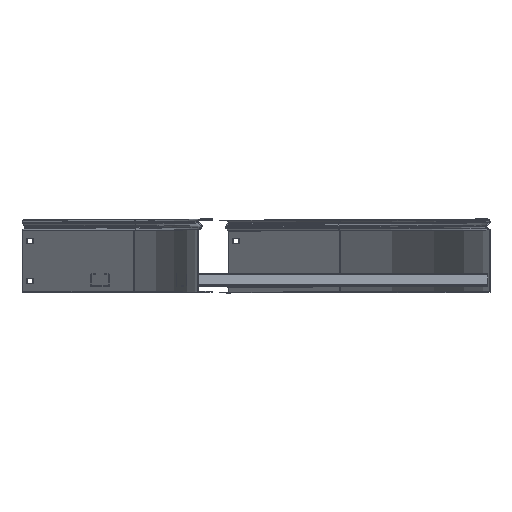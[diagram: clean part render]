
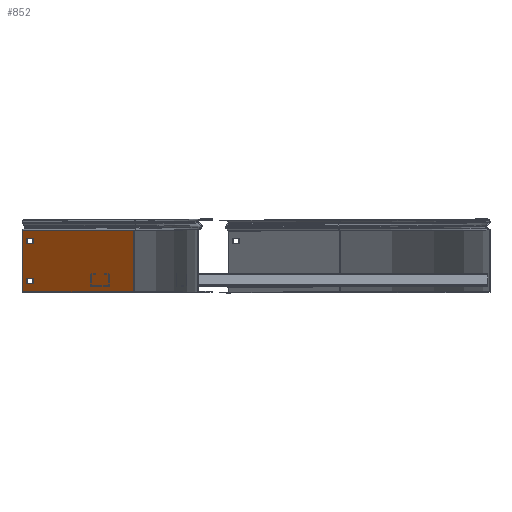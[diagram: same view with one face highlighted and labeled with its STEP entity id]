
A CAD part, top view. The second image highlights one B-rep face of the part: STEP entity #852.
In plain terms, the highlighted planar face has unit normal (-0.707, 0, 0.707).
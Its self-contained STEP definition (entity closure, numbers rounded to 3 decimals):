
#20 = ORIENTED_EDGE ( 'NONE', *, *, #5989, .F. ) ;
#62 = VERTEX_POINT ( 'NONE', #2374 ) ;
#65 = CARTESIAN_POINT ( 'NONE',  ( 65.054, 74.5, -359.21 ) ) ;
#164 = VECTOR ( 'NONE', #6915, 1000. ) ;
#230 = CARTESIAN_POINT ( 'NONE',  ( 58.69, 2.2, -365.574 ) ) ;
#283 = CARTESIAN_POINT ( 'NONE',  ( 58.69, 0., -365.574 ) ) ;
#325 = CARTESIAN_POINT ( 'NONE',  ( 58.69, 2.2, -365.574 ) ) ;
#505 = CARTESIAN_POINT ( 'NONE',  ( 58.69, 84.499, -365.574 ) ) ;
#510 = EDGE_LOOP ( 'NONE', ( #3113, #7190, #1910, #6243 ) ) ;
#514 = VECTOR ( 'NONE', #1597, 1000. ) ;
#551 = EDGE_LOOP ( 'NONE', ( #3580, #1520, #5771, #1306 ) ) ;
#613 = CARTESIAN_POINT ( 'NONE',  ( 73.539, 67.5, -350.725 ) ) ;
#641 = DIRECTION ( 'NONE',  ( 0.707, 0., 0.707 ) ) ;
#670 = LINE ( 'NONE', #3787, #1334 ) ;
#840 = VECTOR ( 'NONE', #1126, 1000. ) ;
#842 = VERTEX_POINT ( 'NONE', #4651 ) ;
#852 = ADVANCED_FACE ( 'NONE', ( #3969, #4452, #1473 ), #2386, .T. ) ;
#859 = VERTEX_POINT ( 'NONE', #283 ) ;
#880 = EDGE_CURVE ( 'NONE', #7971, #859, #3002, .T. ) ;
#910 = ORIENTED_EDGE ( 'NONE', *, *, #4221, .F. ) ;
#1126 = DIRECTION ( 'NONE',  ( 0.707, 0., 0.707 ) ) ;
#1132 = DIRECTION ( 'NONE',  ( 0., 1., 0. ) ) ;
#1183 = CARTESIAN_POINT ( 'NONE',  ( 65.054, 12.5, -359.21 ) ) ;
#1195 = CARTESIAN_POINT ( 'NONE',  ( 58.69, 2.2, -365.574 ) ) ;
#1231 = LINE ( 'NONE', #4085, #4626 ) ;
#1243 = EDGE_CURVE ( 'NONE', #62, #1268, #2727, .T. ) ;
#1268 = VERTEX_POINT ( 'NONE', #613 ) ;
#1290 = VECTOR ( 'NONE', #1132, 1000. ) ;
#1291 = DIRECTION ( 'NONE',  ( -0.707, 0., -0.707 ) ) ;
#1306 = ORIENTED_EDGE ( 'NONE', *, *, #6854, .F. ) ;
#1323 = CARTESIAN_POINT ( 'NONE',  ( 65.054, 67.5, -359.21 ) ) ;
#1334 = VECTOR ( 'NONE', #2009, 1000. ) ;
#1382 = DIRECTION ( 'NONE',  ( 0.707, 0., 0.707 ) ) ;
#1473 = FACE_OUTER_BOUND ( 'NONE', #6433, .T. ) ;
#1520 = ORIENTED_EDGE ( 'NONE', *, *, #5499, .F. ) ;
#1597 = DIRECTION ( 'NONE',  ( 0., 1., 0. ) ) ;
#1639 = VECTOR ( 'NONE', #5694, 1000. ) ;
#1763 = CARTESIAN_POINT ( 'NONE',  ( 212.132, 2.2, -212.132 ) ) ;
#1789 = CARTESIAN_POINT ( 'NONE',  ( 212.132, 2.2, -212.132 ) ) ;
#1807 = LINE ( 'NONE', #5848, #6079 ) ;
#1910 = ORIENTED_EDGE ( 'NONE', *, *, #3932, .F. ) ;
#1918 = LINE ( 'NONE', #5092, #4529 ) ;
#1966 = EDGE_CURVE ( 'NONE', #4914, #4383, #670, .T. ) ;
#2009 = DIRECTION ( 'NONE',  ( -0.707, 0., -0.707 ) ) ;
#2035 = ORIENTED_EDGE ( 'NONE', *, *, #3023, .T. ) ;
#2126 = VERTEX_POINT ( 'NONE', #6657 ) ;
#2186 = LINE ( 'NONE', #325, #514 ) ;
#2361 = CARTESIAN_POINT ( 'NONE',  ( 212.132, 0., -212.132 ) ) ;
#2374 = CARTESIAN_POINT ( 'NONE',  ( 65.054, 67.5, -359.21 ) ) ;
#2386 = PLANE ( 'NONE',  #5468 ) ;
#2471 = DIRECTION ( 'NONE',  ( -0.707, 0., 0.707 ) ) ;
#2696 = CARTESIAN_POINT ( 'NONE',  ( 65.054, 74.5, -359.21 ) ) ;
#2702 = CARTESIAN_POINT ( 'NONE',  ( 212.132, 85.525, -212.132 ) ) ;
#2727 = LINE ( 'NONE', #1323, #164 ) ;
#2758 = VERTEX_POINT ( 'NONE', #2361 ) ;
#2934 = LINE ( 'NONE', #6743, #1290 ) ;
#3002 = LINE ( 'NONE', #230, #3763 ) ;
#3017 = DIRECTION ( 'NONE',  ( 0., -1., 0. ) ) ;
#3023 = EDGE_CURVE ( 'NONE', #859, #2758, #1918, .T. ) ;
#3027 = DIRECTION ( 'NONE',  ( 0., 1., 0. ) ) ;
#3045 = VERTEX_POINT ( 'NONE', #5775 ) ;
#3064 = EDGE_CURVE ( 'NONE', #4383, #62, #7940, .T. ) ;
#3113 = ORIENTED_EDGE ( 'NONE', *, *, #3064, .F. ) ;
#3171 = VECTOR ( 'NONE', #3017, 1000. ) ;
#3264 = LINE ( 'NONE', #1763, #4815 ) ;
#3418 = EDGE_CURVE ( 'NONE', #2126, #8056, #6382, .T. ) ;
#3580 = ORIENTED_EDGE ( 'NONE', *, *, #3418, .F. ) ;
#3661 = DIRECTION ( 'NONE',  ( 0., -1., 0. ) ) ;
#3691 = CARTESIAN_POINT ( 'NONE',  ( 73.539, 74.5, -350.725 ) ) ;
#3763 = VECTOR ( 'NONE', #3661, 1000. ) ;
#3787 = CARTESIAN_POINT ( 'NONE',  ( 65.054, 74.5, -359.21 ) ) ;
#3932 = EDGE_CURVE ( 'NONE', #1268, #4914, #1807, .T. ) ;
#3969 = FACE_BOUND ( 'NONE', #551, .T. ) ;
#4085 = CARTESIAN_POINT ( 'NONE',  ( 73.539, 19.5, -350.725 ) ) ;
#4221 = EDGE_CURVE ( 'NONE', #5381, #7612, #7922, .T. ) ;
#4312 = CARTESIAN_POINT ( 'NONE',  ( 65.054, 19.5, -359.21 ) ) ;
#4319 = CARTESIAN_POINT ( 'NONE',  ( 65.054, 12.5, -359.21 ) ) ;
#4333 = DIRECTION ( 'NONE',  ( 0.707, 0., 0.707 ) ) ;
#4383 = VERTEX_POINT ( 'NONE', #65 ) ;
#4452 = FACE_BOUND ( 'NONE', #510, .T. ) ;
#4529 = VECTOR ( 'NONE', #1382, 1000. ) ;
#4626 = VECTOR ( 'NONE', #4715, 1000. ) ;
#4651 = CARTESIAN_POINT ( 'NONE',  ( 73.539, 19.5, -350.725 ) ) ;
#4715 = DIRECTION ( 'NONE',  ( 0., 1., 0. ) ) ;
#4799 = VECTOR ( 'NONE', #1291, 1000. ) ;
#4809 = EDGE_CURVE ( 'NONE', #3045, #842, #1231, .T. ) ;
#4815 = VECTOR ( 'NONE', #3027, 1000. ) ;
#4820 = EDGE_CURVE ( 'NONE', #2758, #7612, #3264, .T. ) ;
#4914 = VERTEX_POINT ( 'NONE', #3691 ) ;
#5092 = CARTESIAN_POINT ( 'NONE',  ( 480.632, 0., 56.368 ) ) ;
#5280 = DIRECTION ( 'NONE',  ( 0., 1., 0. ) ) ;
#5381 = VERTEX_POINT ( 'NONE', #7966 ) ;
#5468 = AXIS2_PLACEMENT_3D ( 'NONE', #1789, #2471, #641 ) ;
#5499 = EDGE_CURVE ( 'NONE', #842, #2126, #5881, .T. ) ;
#5550 = VECTOR ( 'NONE', #4333, 1000. ) ;
#5694 = DIRECTION ( 'NONE',  ( 0., -1., 0. ) ) ;
#5722 = ORIENTED_EDGE ( 'NONE', *, *, #6752, .F. ) ;
#5726 = ORIENTED_EDGE ( 'NONE', *, *, #880, .T. ) ;
#5771 = ORIENTED_EDGE ( 'NONE', *, *, #4809, .F. ) ;
#5775 = CARTESIAN_POINT ( 'NONE',  ( 73.539, 12.5, -350.725 ) ) ;
#5848 = CARTESIAN_POINT ( 'NONE',  ( 73.539, 74.5, -350.725 ) ) ;
#5881 = LINE ( 'NONE', #8028, #4799 ) ;
#5989 = EDGE_CURVE ( 'NONE', #7971, #6557, #2186, .T. ) ;
#6079 = VECTOR ( 'NONE', #5280, 1000. ) ;
#6243 = ORIENTED_EDGE ( 'NONE', *, *, #1243, .F. ) ;
#6382 = LINE ( 'NONE', #4312, #3171 ) ;
#6433 = EDGE_LOOP ( 'NONE', ( #7557, #910, #5722, #20, #5726, #2035 ) ) ;
#6557 = VERTEX_POINT ( 'NONE', #505 ) ;
#6657 = CARTESIAN_POINT ( 'NONE',  ( 65.054, 19.5, -359.21 ) ) ;
#6706 = CARTESIAN_POINT ( 'NONE',  ( 212.132, 85.525, -212.132 ) ) ;
#6743 = CARTESIAN_POINT ( 'NONE',  ( 58.69, 2.2, -365.574 ) ) ;
#6752 = EDGE_CURVE ( 'NONE', #6557, #5381, #2934, .T. ) ;
#6854 = EDGE_CURVE ( 'NONE', #8056, #3045, #7219, .T. ) ;
#6915 = DIRECTION ( 'NONE',  ( 0.707, 0., 0.707 ) ) ;
#7190 = ORIENTED_EDGE ( 'NONE', *, *, #1966, .F. ) ;
#7219 = LINE ( 'NONE', #1183, #5550 ) ;
#7557 = ORIENTED_EDGE ( 'NONE', *, *, #4820, .T. ) ;
#7612 = VERTEX_POINT ( 'NONE', #2702 ) ;
#7922 = LINE ( 'NONE', #6706, #840 ) ;
#7940 = LINE ( 'NONE', #2696, #1639 ) ;
#7966 = CARTESIAN_POINT ( 'NONE',  ( 58.69, 85.525, -365.574 ) ) ;
#7971 = VERTEX_POINT ( 'NONE', #1195 ) ;
#8028 = CARTESIAN_POINT ( 'NONE',  ( 65.054, 19.5, -359.21 ) ) ;
#8056 = VERTEX_POINT ( 'NONE', #4319 ) ;
